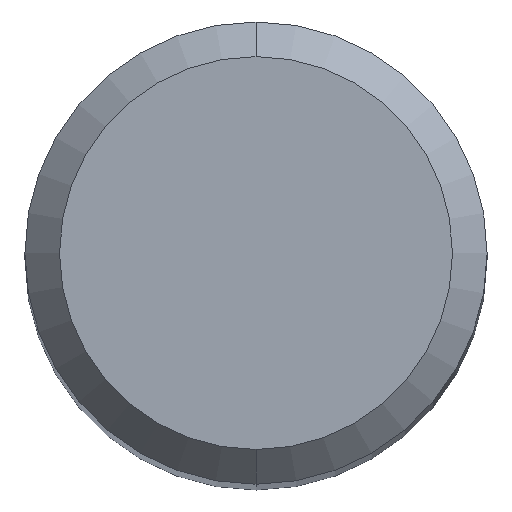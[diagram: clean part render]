
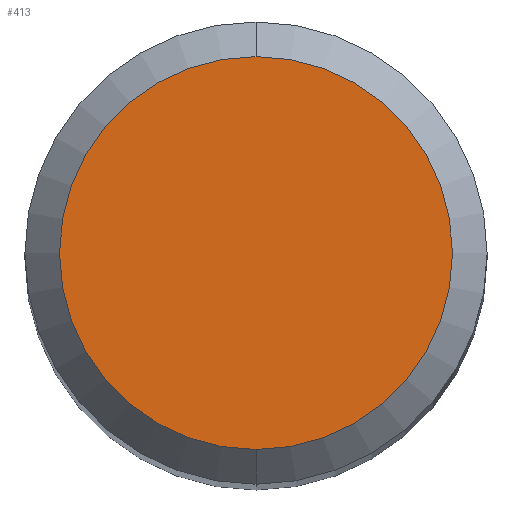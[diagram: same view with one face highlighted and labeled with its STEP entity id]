
A CAD part, top view. The second image highlights one B-rep face of the part: STEP entity #413.
In plain terms, the highlighted planar face has unit normal (0, 0, 1).
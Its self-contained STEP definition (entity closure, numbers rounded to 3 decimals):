
#413=ADVANCED_FACE('',(#993),#994,.T.);
#563=EDGE_CURVE('',#835,#803,#1160,.T.);
#707=EDGE_CURVE('',#803,#835,#1318,.T.);
#803=VERTEX_POINT('',#1422);
#835=VERTEX_POINT('',#1456);
#993=FACE_OUTER_BOUND('',#2233,.T.);
#994=PLANE('',#2234);
#1160=CIRCLE('',#3133,1.7);
#1318=CIRCLE('',#3477,1.7);
#1422=CARTESIAN_POINT('',(0.0,1.7,0.0));
#1456=CARTESIAN_POINT('',(0.,-1.7,0.0));
#2233=EDGE_LOOP('',(#4950,#4951));
#2234=AXIS2_PLACEMENT_3D('',#4952,#4953,#4954);
#3133=AXIS2_PLACEMENT_3D('',#5135,#5136,#5137);
#3477=AXIS2_PLACEMENT_3D('',#5307,#5308,#5309);
#4950=ORIENTED_EDGE('',*,*,#707,.F.);
#4951=ORIENTED_EDGE('',*,*,#563,.F.);
#4952=CARTESIAN_POINT('',(0.0,0.85,0.0));
#4953=DIRECTION('',(-0.0,0.0,1.0));
#4954=DIRECTION('',(0.0,-1.0,0.0));
#5135=CARTESIAN_POINT('',(0.0,0.0,0.0));
#5136=DIRECTION('',(0.0,0.0,-1.0));
#5137=DIRECTION('',(0.0,1.0,0.0));
#5307=CARTESIAN_POINT('',(0.0,0.0,0.0));
#5308=DIRECTION('',(0.0,0.0,-1.0));
#5309=DIRECTION('',(0.0,1.0,0.0));
